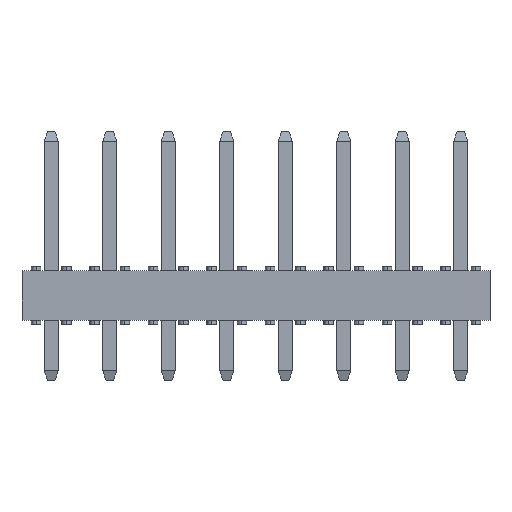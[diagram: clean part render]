
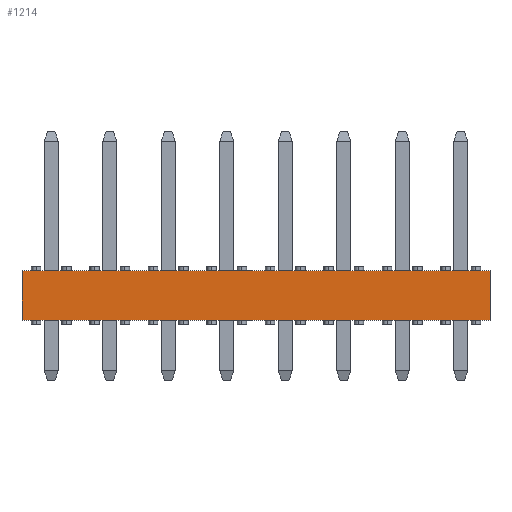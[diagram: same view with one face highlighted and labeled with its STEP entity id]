
A CAD part, top view. The second image highlights one B-rep face of the part: STEP entity #1214.
In plain terms, the highlighted planar face has unit normal (0, 0, 1).
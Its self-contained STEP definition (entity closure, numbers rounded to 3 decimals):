
#384 = LINE ( 'NONE', #6606, #8165 ) ;
#481 = CARTESIAN_POINT ( 'NONE',  ( -10.16, 2.35, 1.2 ) ) ;
#659 = DIRECTION ( 'NONE',  ( 0., -1., 0. ) ) ;
#843 = DIRECTION ( 'NONE',  ( 0., -1., 0. ) ) ;
#1099 = FACE_OUTER_BOUND ( 'NONE', #8065, .T. ) ;
#1153 = LINE ( 'NONE', #5526, #6842 ) ;
#1214 = ADVANCED_FACE ( 'NONE', ( #1099 ), #6138, .F. ) ;
#1224 = LINE ( 'NONE', #6960, #6608 ) ;
#1279 = EDGE_CURVE ( 'NONE', #2172, #2488, #1224, .T. ) ;
#1647 = VECTOR ( 'NONE', #7590, 1000. ) ;
#1917 = CARTESIAN_POINT ( 'NONE',  ( -10.16, 2.35, 1.2 ) ) ;
#2155 = CARTESIAN_POINT ( 'NONE',  ( -10.16, 0.2, 1.2 ) ) ;
#2172 = VERTEX_POINT ( 'NONE', #4534 ) ;
#2216 = ORIENTED_EDGE ( 'NONE', *, *, #7453, .F. ) ;
#2488 = VERTEX_POINT ( 'NONE', #2155 ) ;
#2623 = CARTESIAN_POINT ( 'NONE',  ( 10.16, 0.2, 1.2 ) ) ;
#3501 = ORIENTED_EDGE ( 'NONE', *, *, #4897, .F. ) ;
#3576 = AXIS2_PLACEMENT_3D ( 'NONE', #481, #3860, #6380 ) ;
#3860 = DIRECTION ( 'NONE',  ( 0., 0., -1. ) ) ;
#4282 = DIRECTION ( 'NONE',  ( 1., 0., 0. ) ) ;
#4534 = CARTESIAN_POINT ( 'NONE',  ( -10.16, 2.35, 1.2 ) ) ;
#4888 = VERTEX_POINT ( 'NONE', #2623 ) ;
#4897 = EDGE_CURVE ( 'NONE', #2172, #5641, #5071, .T. ) ;
#5071 = LINE ( 'NONE', #1917, #1647 ) ;
#5526 = CARTESIAN_POINT ( 'NONE',  ( -10.16, 0.2, 1.2 ) ) ;
#5641 = VERTEX_POINT ( 'NONE', #5779 ) ;
#5779 = CARTESIAN_POINT ( 'NONE',  ( 10.16, 2.35, 1.2 ) ) ;
#5904 = ORIENTED_EDGE ( 'NONE', *, *, #1279, .T. ) ;
#6138 = PLANE ( 'NONE',  #3576 ) ;
#6380 = DIRECTION ( 'NONE',  ( -1., 0., 0. ) ) ;
#6606 = CARTESIAN_POINT ( 'NONE',  ( 10.16, 2.35, 1.2 ) ) ;
#6608 = VECTOR ( 'NONE', #659, 1000. ) ;
#6842 = VECTOR ( 'NONE', #4282, 1000. ) ;
#6960 = CARTESIAN_POINT ( 'NONE',  ( -10.16, 2.35, 1.2 ) ) ;
#7453 = EDGE_CURVE ( 'NONE', #5641, #4888, #384, .T. ) ;
#7590 = DIRECTION ( 'NONE',  ( 1., 0., 0. ) ) ;
#7813 = EDGE_CURVE ( 'NONE', #2488, #4888, #1153, .T. ) ;
#7957 = ORIENTED_EDGE ( 'NONE', *, *, #7813, .T. ) ;
#8065 = EDGE_LOOP ( 'NONE', ( #7957, #2216, #3501, #5904 ) ) ;
#8165 = VECTOR ( 'NONE', #843, 1000. ) ;
